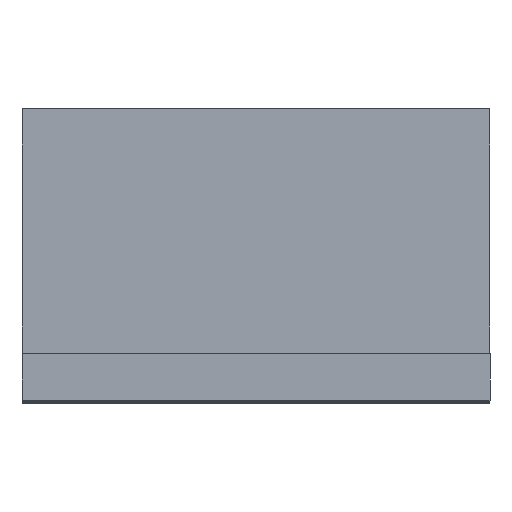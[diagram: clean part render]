
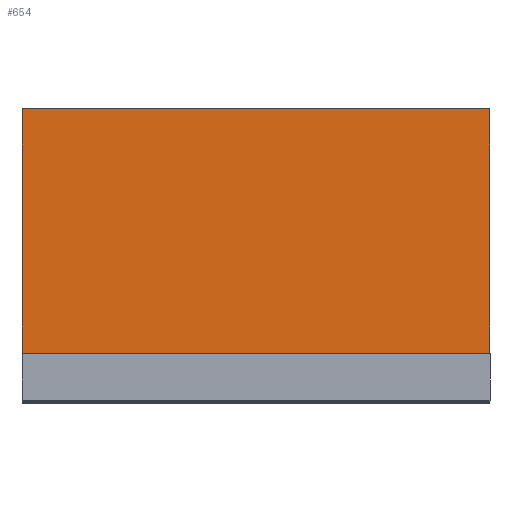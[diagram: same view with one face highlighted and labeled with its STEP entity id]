
A CAD part, top view. The second image highlights one B-rep face of the part: STEP entity #654.
In plain terms, the highlighted planar face has unit normal (0, 0, 1).
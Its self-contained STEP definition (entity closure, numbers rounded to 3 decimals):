
#37=FACE_OUTER_BOUND('',#73,.T.);
#73=EDGE_LOOP('',(#480,#481,#482,#483,#484,#485,#486,#487));
#127=LINE('',#966,#214);
#137=LINE('',#988,#224);
#138=LINE('',#991,#225);
#143=LINE('',#1003,#230);
#144=LINE('',#1004,#231);
#145=LINE('',#1006,#232);
#146=LINE('',#1008,#233);
#147=LINE('',#1009,#234);
#214=VECTOR('',#781,10.);
#224=VECTOR('',#795,10.);
#225=VECTOR('',#798,10.);
#230=VECTOR('',#807,5.76);
#231=VECTOR('',#808,10.);
#232=VECTOR('',#809,10.);
#233=VECTOR('',#810,5.76);
#234=VECTOR('',#811,10.);
#299=VERTEX_POINT('',#963);
#300=VERTEX_POINT('',#965);
#306=VERTEX_POINT('',#978);
#310=VERTEX_POINT('',#986);
#311=VERTEX_POINT('',#990);
#316=VERTEX_POINT('',#1002);
#317=VERTEX_POINT('',#1005);
#318=VERTEX_POINT('',#1007);
#364=EDGE_CURVE('',#299,#300,#127,.T.);
#375=EDGE_CURVE('',#306,#310,#137,.T.);
#376=EDGE_CURVE('',#306,#311,#138,.T.);
#382=EDGE_CURVE('',#316,#310,#143,.T.);
#383=EDGE_CURVE('',#316,#300,#144,.T.);
#384=EDGE_CURVE('',#317,#299,#145,.T.);
#385=EDGE_CURVE('',#317,#318,#146,.T.);
#386=EDGE_CURVE('',#318,#311,#147,.T.);
#480=ORIENTED_EDGE('',*,*,#375,.T.);
#481=ORIENTED_EDGE('',*,*,#382,.F.);
#482=ORIENTED_EDGE('',*,*,#383,.T.);
#483=ORIENTED_EDGE('',*,*,#364,.F.);
#484=ORIENTED_EDGE('',*,*,#384,.F.);
#485=ORIENTED_EDGE('',*,*,#385,.T.);
#486=ORIENTED_EDGE('',*,*,#386,.T.);
#487=ORIENTED_EDGE('',*,*,#376,.F.);
#624=PLANE('',#713);
#654=ADVANCED_FACE('',(#37),#624,.T.);
#713=AXIS2_PLACEMENT_3D('',#1001,#805,#806);
#781=DIRECTION('',(1.,0.,0.));
#795=DIRECTION('',(0.,1.,0.));
#798=DIRECTION('',(-1.,0.,0.));
#805=DIRECTION('center_axis',(0.,0.,
1.));
#806=DIRECTION('ref_axis',(0.,-1.,0.));
#807=DIRECTION('',(0.,-1.,0.));
#808=DIRECTION('',(0.,1.,0.));
#809=DIRECTION('',(0.,1.,0.));
#810=DIRECTION('',(0.,-1.,0.));
#811=DIRECTION('',(0.,-1.,0.));
#963=CARTESIAN_POINT('',(-40.,25.,-45.));
#965=CARTESIAN_POINT('',(0.,25.,-45.));
#966=CARTESIAN_POINT('',(-20.,25.,-45.));
#978=CARTESIAN_POINT('',(0.,4.,-45.));
#986=CARTESIAN_POINT('',(0.,8.,-45.));
#988=CARTESIAN_POINT('',(0.,9.988,-45.));
#990=CARTESIAN_POINT('',(-40.,4.,-45.));
#991=CARTESIAN_POINT('',(-20.,4.,-45.));
#1001=CARTESIAN_POINT('Origin',(-20.,11.976,-45.));
#1002=CARTESIAN_POINT('',(0.,17.,-45.));
#1003=CARTESIAN_POINT('',(0.,-10.096,-45.));
#1004=CARTESIAN_POINT('',(0.,9.988,-45.));
#1005=CARTESIAN_POINT('',(-40.,17.,-45.));
#1006=CARTESIAN_POINT('',(-40.,9.988,-45.));
#1007=CARTESIAN_POINT('',(-40.,8.,-45.));
#1008=CARTESIAN_POINT('',(-40.,-10.096,-45.));
#1009=CARTESIAN_POINT('',(-40.,9.988,-45.));
